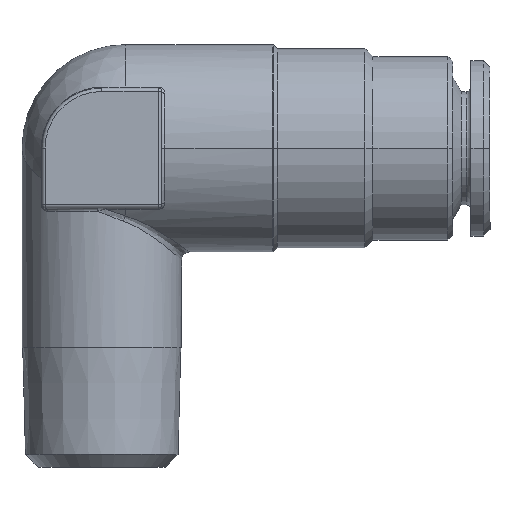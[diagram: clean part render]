
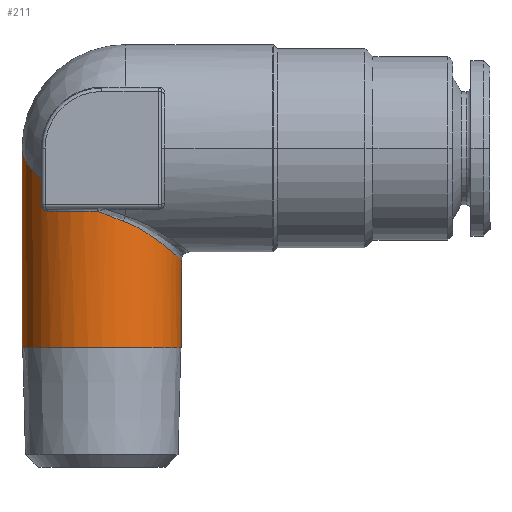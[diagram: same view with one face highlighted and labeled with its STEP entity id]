
A CAD part, top view. The second image highlights one B-rep face of the part: STEP entity #211.
In plain terms, the highlighted cylindrical face has radius 5 mm (diameter 10 mm), a partial arc.
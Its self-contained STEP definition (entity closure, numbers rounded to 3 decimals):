
#5 = B_SPLINE_CURVE_WITH_KNOTS ( 'NONE', 3,
 ( #2591, #2590, #2586, #2583, #2580, #2577, #2574, #2572, #2569, #2560, #2558, #2557 ),
 .UNSPECIFIED., .F., .F.,
 ( 4, 2, 2, 2, 2, 4 ),
 ( 0.007, 0.008, 0.009, 0.01, 0.01, 0.011 ),
 .UNSPECIFIED. ) ;
#110 = LINE ( 'NONE', #2001, #112 ) ;
#112 = VECTOR ( 'NONE', #1778, 1000. ) ;
#211 = ADVANCED_FACE ( 'NONE', ( #676 ), #685, .T. ) ;
#239 = VERTEX_POINT ( 'NONE', #4016 ) ;
#246 = VERTEX_POINT ( 'NONE', #3442 ) ;
#248 = VERTEX_POINT ( 'NONE', #3610 ) ;
#271 = VERTEX_POINT ( 'NONE', #3369 ) ;
#290 = VERTEX_POINT ( 'NONE', #3730 ) ;
#309 = VERTEX_POINT ( 'NONE', #4041 ) ;
#322 = VERTEX_POINT ( 'NONE', #3714 ) ;
#333 = VERTEX_POINT ( 'NONE', #3675 ) ;
#355 = VERTEX_POINT ( 'NONE', #3528 ) ;
#404 = CIRCLE ( 'NONE', #4229, 5. ) ;
#414 = LINE ( 'NONE', #1874, #415 ) ;
#415 = VECTOR ( 'NONE', #1873, 1000. ) ;
#494 = CIRCLE ( 'NONE', #4239, 5. ) ;
#620 = AXIS2_PLACEMENT_3D ( 'NONE', #1382, #1390, #1360 ) ;
#676 = FACE_OUTER_BOUND ( 'NONE', #999, .T. ) ;
#685 = CYLINDRICAL_SURFACE ( 'NONE', #620, 5. ) ;
#999 = EDGE_LOOP ( 'NONE', ( #2747, #2719, #2740, #2777, #2722, #2763, #2751, #2734, #2773 ) ) ;
#1099 = LINE ( 'NONE', #2025, #1100 ) ;
#1100 = VECTOR ( 'NONE', #1783, 1000. ) ;
#1360 = DIRECTION ( 'NONE',  ( -1., 0., 0. ) ) ;
#1382 = CARTESIAN_POINT ( 'NONE',  ( 0., 4.417, 0. ) ) ;
#1390 = DIRECTION ( 'NONE',  ( 0., 1., 0. ) ) ;
#1778 = DIRECTION ( 'NONE',  ( 0., 1., 0. ) ) ;
#1783 = DIRECTION ( 'NONE',  ( 0., 1., 0. ) ) ;
#1873 = DIRECTION ( 'NONE',  ( 0., 1., 0. ) ) ;
#1874 = CARTESIAN_POINT ( 'NONE',  ( -5., 4.417, 0. ) ) ;
#2001 = CARTESIAN_POINT ( 'NONE',  ( 5., 4.417, 0. ) ) ;
#2025 = CARTESIAN_POINT ( 'NONE',  ( -3.798, 4.417, 3.252 ) ) ;
#2382 = DIRECTION ( 'NONE',  ( -1., 0., 0. ) ) ;
#2383 = DIRECTION ( 'NONE',  ( 0., -1., 0. ) ) ;
#2384 = CARTESIAN_POINT ( 'NONE',  ( 0., -3.95, 0. ) ) ;
#2417 = CARTESIAN_POINT ( 'NONE',  ( -3.798, -3.55, 3.252 ) ) ;
#2418 = CARTESIAN_POINT ( 'NONE',  ( -3.798, -3.614, 3.252 ) ) ;
#2419 = CARTESIAN_POINT ( 'NONE',  ( -3.783, -3.675, 3.27 ) ) ;
#2420 = CARTESIAN_POINT ( 'NONE',  ( -3.734, -3.778, 3.325 ) ) ;
#2421 = CARTESIAN_POINT ( 'NONE',  ( -3.702, -3.819, 3.361 ) ) ;
#2422 = CARTESIAN_POINT ( 'NONE',  ( -3.629, -3.885, 3.439 ) ) ;
#2423 = CARTESIAN_POINT ( 'NONE',  ( -3.589, -3.909, 3.482 ) ) ;
#2424 = CARTESIAN_POINT ( 'NONE',  ( -3.504, -3.942, 3.567 ) ) ;
#2425 = CARTESIAN_POINT ( 'NONE',  ( -3.46, -3.95, 3.61 ) ) ;
#2426 = CARTESIAN_POINT ( 'NONE',  ( -3.413, -3.95, 3.654 ) ) ;
#2464 = DIRECTION ( 'NONE',  ( -1., 0., 0. ) ) ;
#2467 = DIRECTION ( 'NONE',  ( 0., -1., 0. ) ) ;
#2468 = CARTESIAN_POINT ( 'NONE',  ( 0., -12.5, 0. ) ) ;
#2516 = CARTESIAN_POINT ( 'NONE',  ( -0.272, -3.95, 4.993 ) ) ;
#2519 = CARTESIAN_POINT ( 'NONE',  ( 0.275, -4.179, 5.022 ) ) ;
#2524 = CARTESIAN_POINT ( 'NONE',  ( 0.822, -4.387, 4.964 ) ) ;
#2528 = CARTESIAN_POINT ( 'NONE',  ( 1.364, -4.583, 4.81 ) ) ;
#2557 = CARTESIAN_POINT ( 'NONE',  ( -5., 0., 0. ) ) ;
#2558 = CARTESIAN_POINT ( 'NONE',  ( -5., -0.08, 0.147 ) ) ;
#2560 = CARTESIAN_POINT ( 'NONE',  ( -4.993, -0.162, 0.296 ) ) ;
#2569 = CARTESIAN_POINT ( 'NONE',  ( -4.967, -0.323, 0.589 ) ) ;
#2572 = CARTESIAN_POINT ( 'NONE',  ( -4.948, -0.403, 0.734 ) ) ;
#2574 = CARTESIAN_POINT ( 'NONE',  ( -4.871, -0.642, 1.165 ) ) ;
#2577 = CARTESIAN_POINT ( 'NONE',  ( -4.795, -0.8, 1.447 ) ) ;
#2580 = CARTESIAN_POINT ( 'NONE',  ( -4.592, -1.117, 2. ) ) ;
#2583 = CARTESIAN_POINT ( 'NONE',  ( -4.464, -1.278, 2.272 ) ) ;
#2586 = CARTESIAN_POINT ( 'NONE',  ( -4.164, -1.592, 2.784 ) ) ;
#2590 = CARTESIAN_POINT ( 'NONE',  ( -3.992, -1.746, 3.026 ) ) ;
#2591 = CARTESIAN_POINT ( 'NONE',  ( -3.798, -1.899, 3.252 ) ) ;
#2613 = CARTESIAN_POINT ( 'NONE',  ( 1.364, -4.583, 4.81 ) ) ;
#2614 = CARTESIAN_POINT ( 'NONE',  ( 1.631, -4.679, 4.735 ) ) ;
#2616 = CARTESIAN_POINT ( 'NONE',  ( 1.88, -4.793, 4.64 ) ) ;
#2617 = CARTESIAN_POINT ( 'NONE',  ( 2.353, -5.04, 4.419 ) ) ;
#2618 = CARTESIAN_POINT ( 'NONE',  ( 2.577, -5.172, 4.292 ) ) ;
#2619 = CARTESIAN_POINT ( 'NONE',  ( 3.005, -5.444, 4.005 ) ) ;
#2620 = CARTESIAN_POINT ( 'NONE',  ( 3.207, -5.583, 3.844 ) ) ;
#2621 = CARTESIAN_POINT ( 'NONE',  ( 3.583, -5.853, 3.497 ) ) ;
#2622 = CARTESIAN_POINT ( 'NONE',  ( 3.758, -5.986, 3.308 ) ) ;
#2623 = CARTESIAN_POINT ( 'NONE',  ( 4.084, -6.238, 2.897 ) ) ;
#2624 = CARTESIAN_POINT ( 'NONE',  ( 4.234, -6.358, 2.674 ) ) ;
#2625 = CARTESIAN_POINT ( 'NONE',  ( 4.496, -6.573, 2.204 ) ) ;
#2626 = CARTESIAN_POINT ( 'NONE',  ( 4.61, -6.668, 1.955 ) ) ;
#2627 = CARTESIAN_POINT ( 'NONE',  ( 4.8, -6.828, 1.427 ) ) ;
#2628 = CARTESIAN_POINT ( 'NONE',  ( 4.875, -6.893, 1.147 ) ) ;
#2629 = CARTESIAN_POINT ( 'NONE',  ( 4.974, -6.978, 0.581 ) ) ;
#2630 = CARTESIAN_POINT ( 'NONE',  ( 5., -7., 0.294 ) ) ;
#2631 = CARTESIAN_POINT ( 'NONE',  ( 5., -7., 0. ) ) ;
#2719 = ORIENTED_EDGE ( 'NONE', *, *, #3190, .T. ) ;
#2722 = ORIENTED_EDGE ( 'NONE', *, *, #3092, .T. ) ;
#2734 = ORIENTED_EDGE ( 'NONE', *, *, #3016, .T. ) ;
#2740 = ORIENTED_EDGE ( 'NONE', *, *, #3031, .T. ) ;
#2747 = ORIENTED_EDGE ( 'NONE', *, *, #3064, .F. ) ;
#2751 = ORIENTED_EDGE ( 'NONE', *, *, #3138, .T. ) ;
#2763 = ORIENTED_EDGE ( 'NONE', *, *, #3079, .T. ) ;
#2773 = ORIENTED_EDGE ( 'NONE', *, *, #3102, .F. ) ;
#2777 = ORIENTED_EDGE ( 'NONE', *, *, #3019, .T. ) ;
#2865 = B_SPLINE_CURVE_WITH_KNOTS ( 'NONE', 3,
 ( #2528, #2524, #2519, #2516 ),
 .UNSPECIFIED., .F., .F.,
 ( 4, 4 ),
 ( 0., 0.002 ),
 .UNSPECIFIED. ) ;
#2867 = B_SPLINE_CURVE_WITH_KNOTS ( 'NONE', 3,
 ( #2426, #2425, #2424, #2423, #2422, #2421, #2420, #2419, #2418, #2417 ),
 .UNSPECIFIED., .F., .F.,
 ( 4, 2, 2, 2, 4 ),
 ( 0., 0., 0., 0.001, 0.001 ),
 .UNSPECIFIED. ) ;
#2883 = B_SPLINE_CURVE_WITH_KNOTS ( 'NONE', 3,
 ( #2631, #2630, #2629, #2628, #2627, #2626, #2625, #2624, #2623, #2622, #2621, #2620, #2619, #2618, #2617, #2616, #2614, #2613 ),
 .UNSPECIFIED., .F., .F.,
 ( 4, 2, 2, 2, 2, 2, 2, 2, 4 ),
 ( 0.007, 0.008, 0.009, 0.01, 0.011, 0.011, 0.012, 0.013, 0.014 ),
 .UNSPECIFIED. ) ;
#3016 = EDGE_CURVE ( 'NONE', #355, #271, #5, .T. ) ;
#3019 = EDGE_CURVE ( 'NONE', #333, #248, #2865, .T. ) ;
#3031 = EDGE_CURVE ( 'NONE', #246, #333, #2883, .T. ) ;
#3064 = EDGE_CURVE ( 'NONE', #239, #322, #494, .T. ) ;
#3079 = EDGE_CURVE ( 'NONE', #309, #290, #2867, .T. ) ;
#3092 = EDGE_CURVE ( 'NONE', #248, #309, #404, .T. ) ;
#3102 = EDGE_CURVE ( 'NONE', #322, #271, #414, .T. ) ;
#3138 = EDGE_CURVE ( 'NONE', #290, #355, #1099, .T. ) ;
#3190 = EDGE_CURVE ( 'NONE', #239, #246, #110, .T. ) ;
#3369 = CARTESIAN_POINT ( 'NONE',  ( -5., 0., 0. ) ) ;
#3442 = CARTESIAN_POINT ( 'NONE',  ( 5., -7., 0. ) ) ;
#3528 = CARTESIAN_POINT ( 'NONE',  ( -3.798, -1.899, 3.252 ) ) ;
#3610 = CARTESIAN_POINT ( 'NONE',  ( -0.272, -3.95, 4.993 ) ) ;
#3675 = CARTESIAN_POINT ( 'NONE',  ( 1.364, -4.583, 4.81 ) ) ;
#3714 = CARTESIAN_POINT ( 'NONE',  ( -5., -12.5, 0. ) ) ;
#3730 = CARTESIAN_POINT ( 'NONE',  ( -3.798, -3.55, 3.252 ) ) ;
#4016 = CARTESIAN_POINT ( 'NONE',  ( 5., -12.5, 0. ) ) ;
#4041 = CARTESIAN_POINT ( 'NONE',  ( -3.413, -3.95, 3.654 ) ) ;
#4229 = AXIS2_PLACEMENT_3D ( 'NONE', #2384, #2383, #2382 ) ;
#4239 = AXIS2_PLACEMENT_3D ( 'NONE', #2468, #2467, #2464 ) ;
